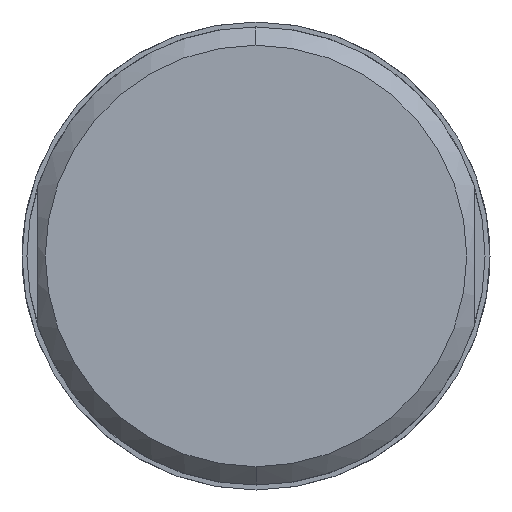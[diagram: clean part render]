
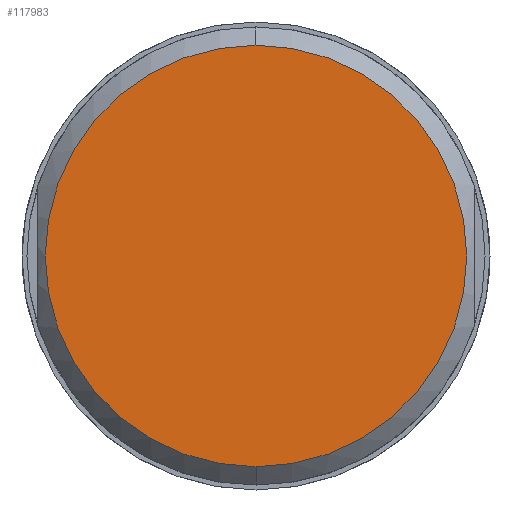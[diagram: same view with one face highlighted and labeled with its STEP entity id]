
A CAD part, front view. The second image highlights one B-rep face of the part: STEP entity #117983.
In plain terms, the highlighted planar face has unit normal (0, -1, 0).
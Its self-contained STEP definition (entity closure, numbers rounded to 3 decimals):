
#31675=CARTESIAN_POINT('',(0.,-23.65,0.));
#31676=DIRECTION('',(0.,1.,0.));
#31677=DIRECTION('',(0.,0.,-1.));
#31678=AXIS2_PLACEMENT_3D('',#31675,#31676,#31677);
#31680=CARTESIAN_POINT('',(0.,-23.65,0.));
#31681=DIRECTION('',(0.,1.,0.));
#31682=DIRECTION('',(0.,0.,1.));
#31683=AXIS2_PLACEMENT_3D('',#31680,#31681,#31682);
#36394=CARTESIAN_POINT('',(0.,-23.65,-11.5));
#36395=CARTESIAN_POINT('',(0.,-23.65,11.5));
#36396=VERTEX_POINT('',#36394);
#36397=VERTEX_POINT('',#36395);
#117974=CARTESIAN_POINT('',(0.,-23.65,0.));
#117975=DIRECTION('',(0.,1.,0.));
#117976=DIRECTION('',(0.,0.,-1.));
#117977=AXIS2_PLACEMENT_3D('',#117974,#117975,#117976);
#117978=PLANE('',#117977);
#117979=ORIENTED_EDGE('',*,*,#117968,.T.);
#117980=ORIENTED_EDGE('',*,*,#117952,.T.);
#117981=EDGE_LOOP('',(#117979,#117980));
#117982=FACE_OUTER_BOUND('',#117981,.F.);
#31679=CIRCLE('',#31678,11.5);
#31684=CIRCLE('',#31683,11.5);
#117952=EDGE_CURVE('',#36397,#36396,#31684,.T.);
#117968=EDGE_CURVE('',#36396,#36397,#31679,.T.);
#117983=ADVANCED_FACE('',(#117982),#117978,.F.);
